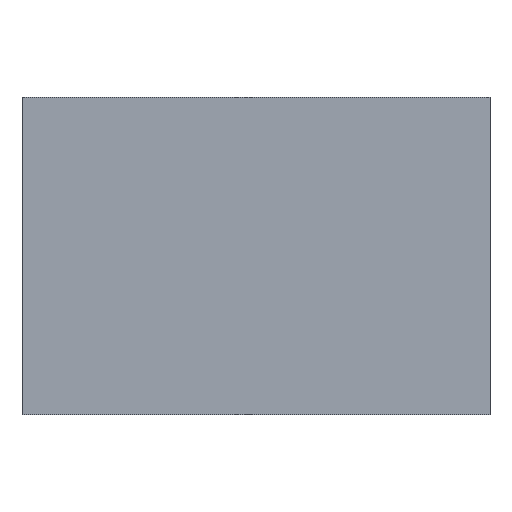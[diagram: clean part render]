
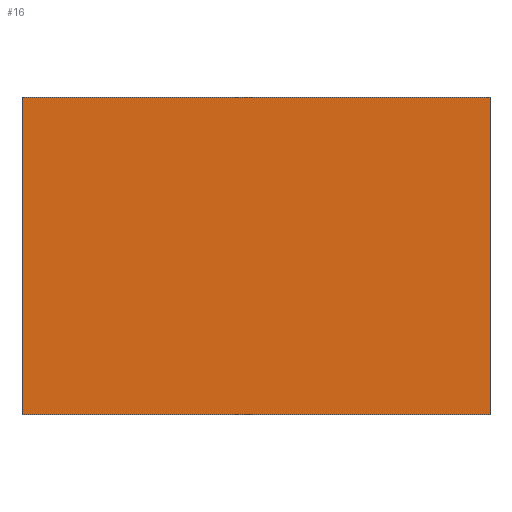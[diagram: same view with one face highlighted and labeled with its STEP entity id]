
A CAD part, front view. The second image highlights one B-rep face of the part: STEP entity #16.
In plain terms, the highlighted planar face has unit normal (0, -1, 0).
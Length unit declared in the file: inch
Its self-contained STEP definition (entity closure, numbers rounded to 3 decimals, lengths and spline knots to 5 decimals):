
#2 = CARTESIAN_POINT ( 'NONE',  ( 0.472, 0., 0. ) ) ;
#9 = VERTEX_POINT ( 'NONE', #2 ) ;
#16 = ADVANCED_FACE ( 'NONE', ( #451 ), #102, .T. ) ;
#37 = DIRECTION ( 'NONE',  ( 0., 0., -1. ) ) ;
#46 = DIRECTION ( 'NONE',  ( 0., 0., 1. ) ) ;
#59 = DIRECTION ( 'NONE',  ( 0., -1., 0. ) ) ;
#61 = CARTESIAN_POINT ( 'NONE',  ( 0., 0., -0.32 ) ) ;
#79 = VERTEX_POINT ( 'NONE', #213 ) ;
#102 = PLANE ( 'NONE',  #280 ) ;
#105 = CARTESIAN_POINT ( 'NONE',  ( 0.472, 0., -0.32 ) ) ;
#113 = VERTEX_POINT ( 'NONE', #105 ) ;
#122 = CARTESIAN_POINT ( 'NONE',  ( 0., 0., -0.32 ) ) ;
#124 = DIRECTION ( 'NONE',  ( 1., 0., 0. ) ) ;
#146 = DIRECTION ( 'NONE',  ( 1., 0., 0. ) ) ;
#153 = CARTESIAN_POINT ( 'NONE',  ( 0.472, 0., -0.32 ) ) ;
#181 = CARTESIAN_POINT ( 'NONE',  ( 0., 0., -0.32 ) ) ;
#188 = DIRECTION ( 'NONE',  ( 0., 0., 1. ) ) ;
#189 = CARTESIAN_POINT ( 'NONE',  ( 0., 0., 0. ) ) ;
#207 = VERTEX_POINT ( 'NONE', #61 ) ;
#209 = CARTESIAN_POINT ( 'NONE',  ( 0., 0., -0.32 ) ) ;
#213 = CARTESIAN_POINT ( 'NONE',  ( 0., 0., 0. ) ) ;
#241 = EDGE_CURVE ( 'NONE', #113, #9, #473, .T. ) ;
#248 = EDGE_CURVE ( 'NONE', #207, #113, #486, .T. ) ;
#263 = EDGE_CURVE ( 'NONE', #207, #79, #471, .T. ) ;
#280 = AXIS2_PLACEMENT_3D ( 'NONE', #122, #59, #37 ) ;
#284 = EDGE_CURVE ( 'NONE', #79, #9, #344, .T. ) ;
#324 = EDGE_LOOP ( 'NONE', ( #370, #377, #389, #438 ) ) ;
#344 = LINE ( 'NONE', #189, #350 ) ;
#350 = VECTOR ( 'NONE', #124, 39.37008 ) ;
#358 = VECTOR ( 'NONE', #146, 39.37008 ) ;
#370 = ORIENTED_EDGE ( 'NONE', *, *, #284, .F. ) ;
#377 = ORIENTED_EDGE ( 'NONE', *, *, #263, .F. ) ;
#389 = ORIENTED_EDGE ( 'NONE', *, *, #248, .T. ) ;
#438 = ORIENTED_EDGE ( 'NONE', *, *, #241, .T. ) ;
#451 = FACE_OUTER_BOUND ( 'NONE', #324, .T. ) ;
#471 = LINE ( 'NONE', #209, #487 ) ;
#473 = LINE ( 'NONE', #153, #535 ) ;
#486 = LINE ( 'NONE', #181, #358 ) ;
#487 = VECTOR ( 'NONE', #46, 39.37008 ) ;
#535 = VECTOR ( 'NONE', #188, 39.37008 ) ;
